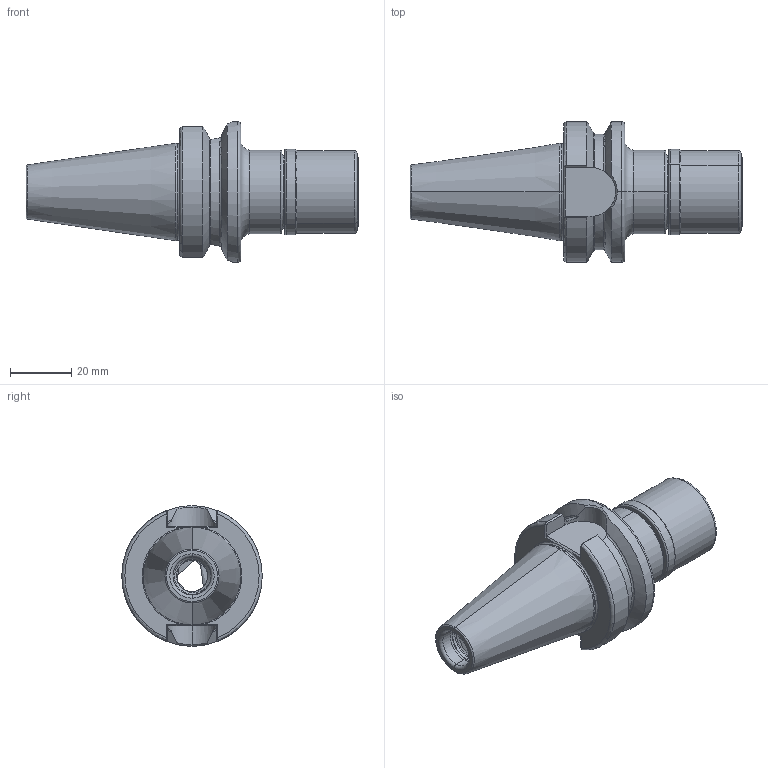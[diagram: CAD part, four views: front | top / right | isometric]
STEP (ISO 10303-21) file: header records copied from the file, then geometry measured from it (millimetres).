
FILE_DESCRIPTION (( 'STEP AP203' ), '1' );
FILE_NAME ('305.03.10.STEP', '2016-11-26T01:01:27', ( '' ), ( '' ), 'SwSTEP 2.0', 'SolidWorks 2012', '' );
FILE_SCHEMA (( 'CONFIG_CONTROL_DESIGN' ));
Length unit declared in the file: millimetre
Products named in the file (3): 305.03.10; 2-01.B04.0100241D9_KPS10_無溝螺帽_加長型
Assembly tree (2 placements, depth 2):
  305.03.10
    305.03.10
    2-01.B04.0100241D9_KPS10_無溝螺帽_加長型
Bounding box: 108.8 x 46 x 46 mm (x, y, z)
Volume: 63238.3 mm3; surface area: 22525.5 mm2
Topology: 2 solids, 2 shells, 270 faces, 678 edges, 419 vertices
Faces by surface type: cylinder 129, torus 46, plane 41, cone 38, bspline 16
Entity records: 17087 total; most frequent: CARTESIAN_POINT 10970, ORIENTED_EDGE 1356, DIRECTION 1114, EDGE_CURVE 678, AXIS2_PLACEMENT_3D 452, VERTEX_POINT 419, EDGE_LOOP 281, ADVANCED_FACE 270
